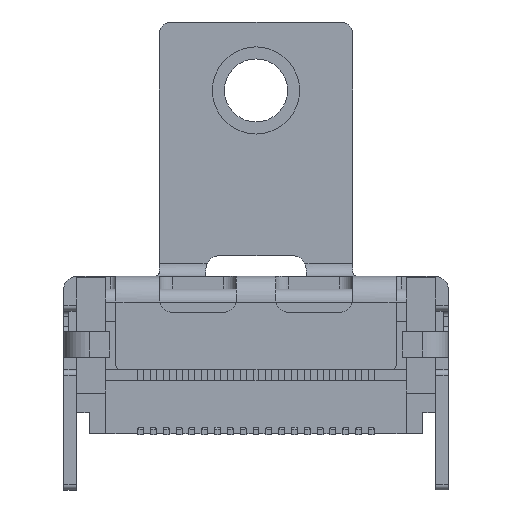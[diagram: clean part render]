
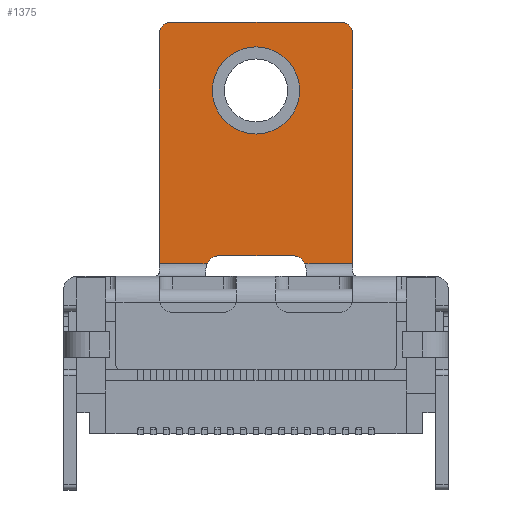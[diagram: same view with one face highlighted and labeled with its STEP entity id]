
A CAD part, front view. The second image highlights one B-rep face of the part: STEP entity #1375.
In plain terms, the highlighted face is planar.
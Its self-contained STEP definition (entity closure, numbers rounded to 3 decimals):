
#1375 = ADVANCED_FACE( '', ( #2985, #2986 ), #2987, .F. );
#2985 = FACE_BOUND( '', #4973, .T. );
#2986 = FACE_OUTER_BOUND( '', #4974, .T. );
#2987 = PLANE( '', #4975 );
#4973 = EDGE_LOOP( '', ( #9014 ) );
#4974 = EDGE_LOOP( '', ( #9015, #9016, #9017, #9018, #9019, #9020, #9021, #9022, #9023, #9024 ) );
#4975 = AXIS2_PLACEMENT_3D( '', #9025, #9026, #9027 );
#9014 = ORIENTED_EDGE( '', *, *, #13899, .T. );
#9015 = ORIENTED_EDGE( '', *, *, #13900, .F. );
#9016 = ORIENTED_EDGE( '', *, *, #12434, .T. );
#9017 = ORIENTED_EDGE( '', *, *, #12883, .F. );
#9018 = ORIENTED_EDGE( '', *, *, #13257, .T. );
#9019 = ORIENTED_EDGE( '', *, *, #13901, .F. );
#9020 = ORIENTED_EDGE( '', *, *, #13902, .F. );
#9021 = ORIENTED_EDGE( '', *, *, #13647, .T. );
#9022 = ORIENTED_EDGE( '', *, *, #13477, .T. );
#9023 = ORIENTED_EDGE( '', *, *, #13903, .T. );
#9024 = ORIENTED_EDGE( '', *, *, #13904, .F. );
#9025 = CARTESIAN_POINT( '', ( 0., -5.5, 0. ) );
#9026 = DIRECTION( '', ( 0., -1., 0. ) );
#9027 = DIRECTION( '', ( 0., 0., -1. ) );
#12434 = EDGE_CURVE( '', #14958, #14956, #14959, .F. );
#12883 = EDGE_CURVE( '', #15769, #14956, #15770, .T. );
#13257 = EDGE_CURVE( '', #15769, #16390, #16392, .F. );
#13477 = EDGE_CURVE( '', #16714, #16712, #16715, .T. );
#13647 = EDGE_CURVE( '', #16970, #16714, #16977, .T. );
#13899 = EDGE_CURVE( '', #17347, #17347, #17348, .T. );
#13900 = EDGE_CURVE( '', #14958, #17349, #17350, .T. );
#13901 = EDGE_CURVE( '', #17351, #16390, #17352, .T. );
#13902 = EDGE_CURVE( '', #16970, #17351, #17353, .T. );
#13903 = EDGE_CURVE( '', #16712, #17354, #17355, .T. );
#13904 = EDGE_CURVE( '', #17349, #17354, #17356, .T. );
#14956 = VERTEX_POINT( '', #18677 );
#14958 = VERTEX_POINT( '', #18680 );
#14959 = CIRCLE( '', #18681, 0.5 );
#15769 = VERTEX_POINT( '', #19848 );
#15770 = LINE( '', #19849, #19850 );
#16390 = VERTEX_POINT( '', #20782 );
#16392 = CIRCLE( '', #20785, 0.5 );
#16712 = VERTEX_POINT( '', #21255 );
#16714 = VERTEX_POINT( '', #21258 );
#16715 = LINE( '', #21259, #21260 );
#16970 = VERTEX_POINT( '', #21632 );
#16977 = CIRCLE( '', #21646, 0.5 );
#17347 = VERTEX_POINT( '', #22193 );
#17348 = CIRCLE( '', #22194, 1.7 );
#17349 = VERTEX_POINT( '', #22195 );
#17350 = LINE( '', #22196, #22197 );
#17351 = VERTEX_POINT( '', #22198 );
#17352 = LINE( '', #22199, #22200 );
#17353 = LINE( '', #22201, #22202 );
#17354 = VERTEX_POINT( '', #22203 );
#17355 = CIRCLE( '', #22204, 0.5 );
#17356 = LINE( '', #22205, #22206 );
#18677 = CARTESIAN_POINT( '', ( -3.28, -5.5, 11.929 ) );
#18680 = CARTESIAN_POINT( '', ( -3.78, -5.5, 11.429 ) );
#18681 = AXIS2_PLACEMENT_3D( '', #23800, #23801, #23802 );
#19848 = CARTESIAN_POINT( '', ( 3.28, -5.5, 11.929 ) );
#19849 = CARTESIAN_POINT( '', ( 3.78, -5.5, 11.929 ) );
#19850 = VECTOR( '', #24300, 1000. );
#20782 = CARTESIAN_POINT( '', ( 3.78, -5.5, 11.429 ) );
#20785 = AXIS2_PLACEMENT_3D( '', #24746, #24747, #24748 );
#21255 = CARTESIAN_POINT( '', ( -1.45, -5.5, 2.809 ) );
#21258 = CARTESIAN_POINT( '', ( 1.45, -5.5, 2.809 ) );
#21259 = CARTESIAN_POINT( '', ( 0., -5.5, 2.809 ) );
#21260 = VECTOR( '', #24955, 1000. );
#21632 = CARTESIAN_POINT( '', ( 1.908, -5.5, 2.509 ) );
#21646 = AXIS2_PLACEMENT_3D( '', #25122, #25123, #25124 );
#22193 = CARTESIAN_POINT( '', ( 0., -5.5, 7.559 ) );
#22194 = AXIS2_PLACEMENT_3D( '', #25406, #25407, #25408 );
#22195 = CARTESIAN_POINT( '', ( -3.78, -5.5, 2.509 ) );
#22196 = CARTESIAN_POINT( '', ( -3.78, -5.5, 1.987 ) );
#22197 = VECTOR( '', #25409, 1000. );
#22198 = CARTESIAN_POINT( '', ( 3.78, -5.5, 2.509 ) );
#22199 = CARTESIAN_POINT( '', ( 3.78, -5.5, 1.987 ) );
#22200 = VECTOR( '', #25410, 1000. );
#22201 = CARTESIAN_POINT( '', ( -3.78, -5.5, 2.509 ) );
#22202 = VECTOR( '', #25411, 1000. );
#22203 = CARTESIAN_POINT( '', ( -1.908, -5.5, 2.509 ) );
#22204 = AXIS2_PLACEMENT_3D( '', #25412, #25413, #25414 );
#22205 = CARTESIAN_POINT( '', ( -3.78, -5.5, 2.509 ) );
#22206 = VECTOR( '', #25415, 1000. );
#23800 = CARTESIAN_POINT( '', ( -3.28, -5.5, 11.429 ) );
#23801 = DIRECTION( '', ( 0., -1., 0. ) );
#23802 = DIRECTION( '', ( 0., 0., -1. ) );
#24300 = DIRECTION( '', ( -1., 0., 0. ) );
#24746 = CARTESIAN_POINT( '', ( 3.28, -5.5, 11.429 ) );
#24747 = DIRECTION( '', ( 0., -1., 0. ) );
#24748 = DIRECTION( '', ( 0., 0., -1. ) );
#24955 = DIRECTION( '', ( -1., 0., 0. ) );
#25122 = CARTESIAN_POINT( '', ( 1.45, -5.5, 2.309 ) );
#25123 = DIRECTION( '', ( 0., -1., 0. ) );
#25124 = DIRECTION( '', ( 0., 0., -1. ) );
#25406 = CARTESIAN_POINT( '', ( 0., -5.5, 9.259 ) );
#25407 = DIRECTION( '', ( 0., -1., 0. ) );
#25408 = DIRECTION( '', ( 0., 0., -1. ) );
#25409 = DIRECTION( '', ( 0., 0., -1. ) );
#25410 = DIRECTION( '', ( 0., 0., 1. ) );
#25411 = DIRECTION( '', ( 1., 0., 0. ) );
#25412 = CARTESIAN_POINT( '', ( -1.45, -5.5, 2.309 ) );
#25413 = DIRECTION( '', ( 0., -1., 0. ) );
#25414 = DIRECTION( '', ( 0., 0., -1. ) );
#25415 = DIRECTION( '', ( 1., 0., 0. ) );
